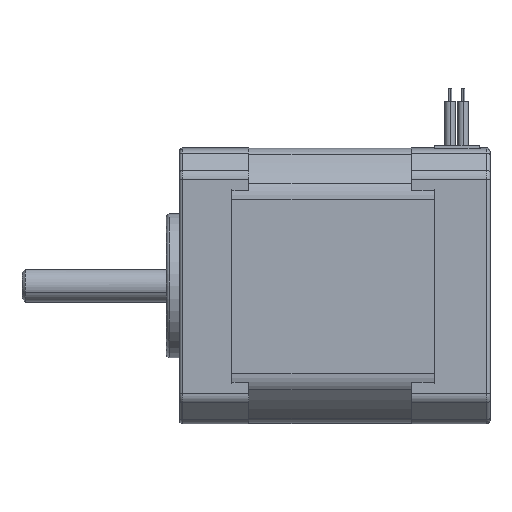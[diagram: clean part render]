
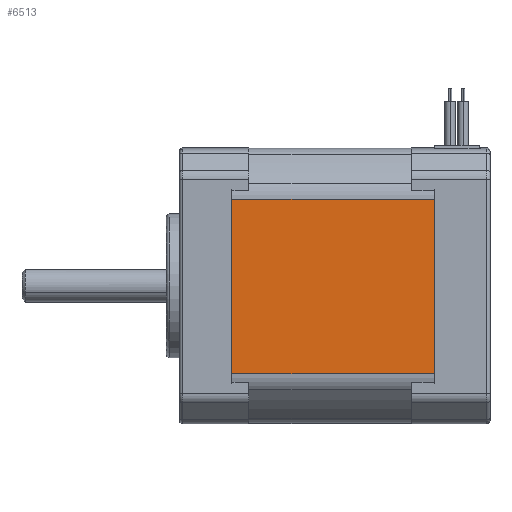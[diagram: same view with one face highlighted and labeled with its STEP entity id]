
A CAD part, left-side view. The second image highlights one B-rep face of the part: STEP entity #6513.
In plain terms, the highlighted planar face has unit normal (-1, 0, -0.006).
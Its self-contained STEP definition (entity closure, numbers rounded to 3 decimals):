
#1148 = CARTESIAN_POINT ( 'NONE',  ( -8.009, 8.5, 12.898 ) ) ;
#1364 = VERTEX_POINT ( 'NONE', #6394 ) ;
#1378 = LINE ( 'NONE', #9263, #3967 ) ;
#1623 = VECTOR ( 'NONE', #6064, 1000. ) ;
#1636 = VERTEX_POINT ( 'NONE', #3938 ) ;
#1940 = LINE ( 'NONE', #3174, #1623 ) ;
#2468 = DIRECTION ( 'NONE',  ( 0., 1., 0. ) ) ;
#2485 = VERTEX_POINT ( 'NONE', #9331 ) ;
#2808 = VECTOR ( 'NONE', #9870, 1000. ) ;
#3174 = CARTESIAN_POINT ( 'NONE',  ( -8.009, 39.5, 12.898 ) ) ;
#3436 = LINE ( 'NONE', #1148, #2808 ) ;
#3789 = CARTESIAN_POINT ( 'NONE',  ( -8.009, 39.5, 12.898 ) ) ;
#3938 = CARTESIAN_POINT ( 'NONE',  ( -7.849, 39.5, -15.068 ) ) ;
#3967 = VECTOR ( 'NONE', #2468, 1000. ) ;
#4419 = CARTESIAN_POINT ( 'NONE',  ( -8.001, 8.5, 11.582 ) ) ;
#4513 = CARTESIAN_POINT ( 'NONE',  ( -7.849, 39.5, -15.068 ) ) ;
#4690 = EDGE_LOOP ( 'NONE', ( #8629, #7971, #6255, #6327 ) ) ;
#4736 = DIRECTION ( 'NONE',  ( 0.006, 0., -1. ) ) ;
#6064 = DIRECTION ( 'NONE',  ( -0.006, 0., 1. ) ) ;
#6255 = ORIENTED_EDGE ( 'NONE', *, *, #9126, .T. ) ;
#6327 = ORIENTED_EDGE ( 'NONE', *, *, #9883, .T. ) ;
#6394 = CARTESIAN_POINT ( 'NONE',  ( -7.849, 8.5, -15.068 ) ) ;
#6513 = ADVANCED_FACE ( 'NONE', ( #8933 ), #11487, .F. ) ;
#7794 = AXIS2_PLACEMENT_3D ( 'NONE', #3789, #10552, #4736 ) ;
#7971 = ORIENTED_EDGE ( 'NONE', *, *, #11903, .T. ) ;
#8629 = ORIENTED_EDGE ( 'NONE', *, *, #11726, .F. ) ;
#8933 = FACE_OUTER_BOUND ( 'NONE', #4690, .T. ) ;
#9126 = EDGE_CURVE ( 'NONE', #1364, #12322, #3436, .T. ) ;
#9263 = CARTESIAN_POINT ( 'NONE',  ( -8.001, 39.5, 11.582 ) ) ;
#9331 = CARTESIAN_POINT ( 'NONE',  ( -8.001, 39.5, 11.582 ) ) ;
#9525 = VECTOR ( 'NONE', #11298, 1000. ) ;
#9813 = LINE ( 'NONE', #4513, #9525 ) ;
#9870 = DIRECTION ( 'NONE',  ( -0.006, 0., 1. ) ) ;
#9883 = EDGE_CURVE ( 'NONE', #12322, #2485, #1378, .T. ) ;
#10552 = DIRECTION ( 'NONE',  ( 1., 0., 0.006 ) ) ;
#11298 = DIRECTION ( 'NONE',  ( 0., -1., 0. ) ) ;
#11487 = PLANE ( 'NONE',  #7794 ) ;
#11726 = EDGE_CURVE ( 'NONE', #1636, #2485, #1940, .T. ) ;
#11903 = EDGE_CURVE ( 'NONE', #1636, #1364, #9813, .T. ) ;
#12322 = VERTEX_POINT ( 'NONE', #4419 ) ;
